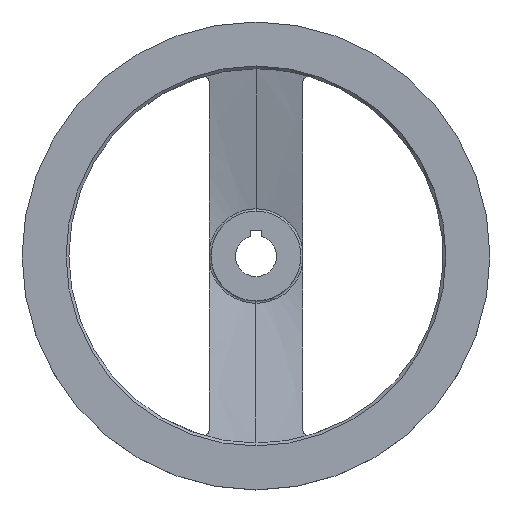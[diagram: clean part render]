
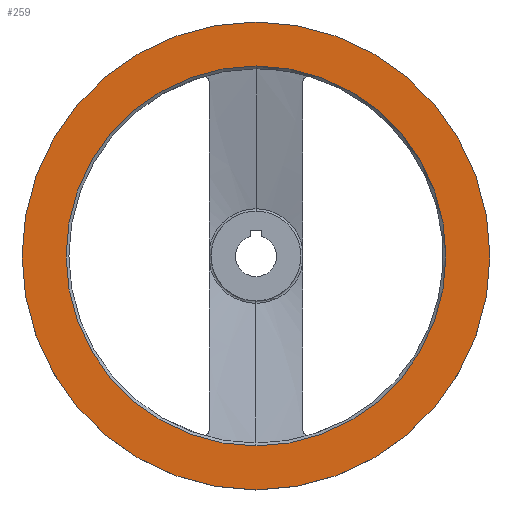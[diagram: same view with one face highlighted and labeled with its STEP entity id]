
A CAD part, top view. The second image highlights one B-rep face of the part: STEP entity #259.
In plain terms, the highlighted planar face has unit normal (0, 0, 1).
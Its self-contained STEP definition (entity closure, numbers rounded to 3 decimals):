
#259=ADVANCED_FACE('',(#695,#696),#697,.T.);
#265=EDGE_CURVE('',#549,#575,#703,.T.);
#295=EDGE_CURVE('',#583,#341,#736,.T.);
#303=EDGE_CURVE('',#575,#549,#745,.T.);
#341=VERTEX_POINT('',#786);
#549=VERTEX_POINT('',#1012);
#563=EDGE_CURVE('',#341,#583,#1027,.T.);
#575=VERTEX_POINT('',#1040);
#583=VERTEX_POINT('',#1048);
#695=FACE_BOUND('',#1177,.T.);
#696=FACE_OUTER_BOUND('',#1178,.T.);
#697=PLANE('',#1179);
#703=CIRCLE('',#1189,125.0);
#736=CIRCLE('',#1254,101.5);
#745=CIRCLE('',#1266,125.0);
#786=CARTESIAN_POINT('',(0.,-101.5,51.0));
#1012=CARTESIAN_POINT('',(0.,125.0,51.0));
#1027=CIRCLE('',#1804,101.5);
#1040=CARTESIAN_POINT('',(0.,-125.0,51.0));
#1048=CARTESIAN_POINT('',(0.,101.5,51.0));
#1177=EDGE_LOOP('',(#2042,#2043));
#1178=EDGE_LOOP('',(#2044,#2045));
#1179=AXIS2_PLACEMENT_3D('',#2046,#2047,#2048);
#1189=AXIS2_PLACEMENT_3D('',#2053,#2054,#2055);
#1254=AXIS2_PLACEMENT_3D('',#2106,#2107,#2108);
#1266=AXIS2_PLACEMENT_3D('',#2119,#2120,#2121);
#1804=AXIS2_PLACEMENT_3D('',#2420,#2421,#2422);
#2042=ORIENTED_EDGE('',*,*,#295,.F.);
#2043=ORIENTED_EDGE('',*,*,#563,.F.);
#2044=ORIENTED_EDGE('',*,*,#265,.T.);
#2045=ORIENTED_EDGE('',*,*,#303,.T.);
#2046=CARTESIAN_POINT('',(0.,113.25,51.0));
#2047=DIRECTION('',(0.,0.,1.0));
#2048=DIRECTION('',(0.,1.0,0.0));
#2053=CARTESIAN_POINT('',(0.,0.,51.0));
#2054=DIRECTION('',(0.,0.,1.0));
#2055=DIRECTION('',(0.,1.0,0.));
#2106=CARTESIAN_POINT('',(0.,0.,51.0));
#2107=DIRECTION('',(0.,0.,1.0));
#2108=DIRECTION('',(0.,1.0,0.));
#2119=CARTESIAN_POINT('',(0.,0.,51.0));
#2120=DIRECTION('',(0.,0.,1.0));
#2121=DIRECTION('',(0.,1.0,0.));
#2420=CARTESIAN_POINT('',(0.,0.,51.0));
#2421=DIRECTION('',(0.,0.,1.0));
#2422=DIRECTION('',(0.,1.0,0.));
